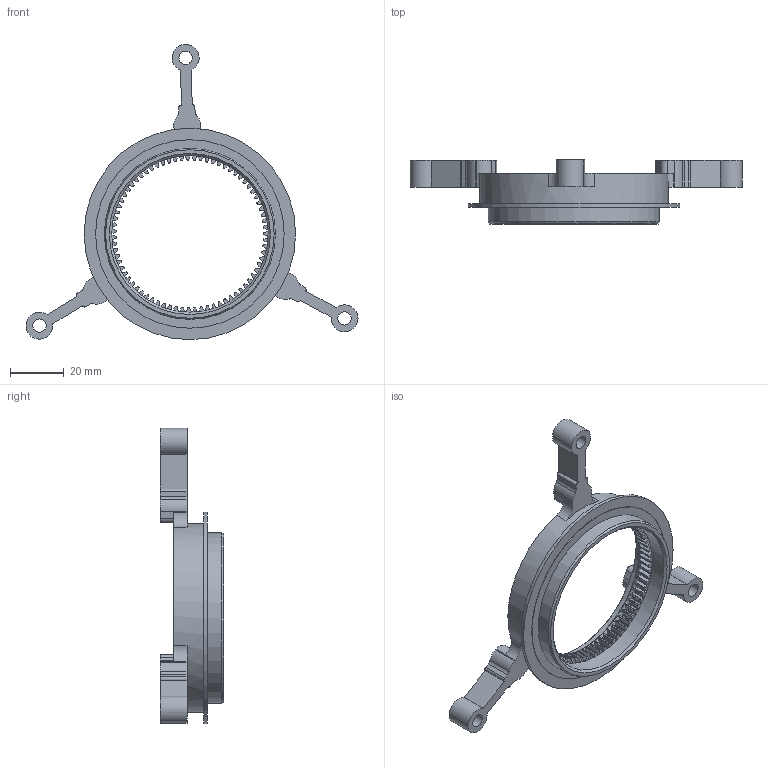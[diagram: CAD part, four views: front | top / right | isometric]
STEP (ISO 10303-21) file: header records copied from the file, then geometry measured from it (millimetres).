
FILE_DESCRIPTION(/* description */ ('','CAx-IF Rec.Pracs.---Representation and Presentation of Product Manufacturing Information (PMI)---4.0---2014-10-13'),/* implementation_level */ '2;1');
FILE_NAME(/* name */ 'Couronne 2.step',/* time_stamp */ '2025-02-05T14:36:04+01:00',/* author */ (''),/* organization */ (''),/* preprocessor_version */ 'ST-DEVELOPER v20',/* originating_system */ 'Autodesk Translation Framework v13.20.0.188',/* authorisation */ '');
FILE_SCHEMA (('AP242_MANAGED_MODEL_BASED_3D_ENGINEERING_MIM_LF { 1 0 10303 442 1 1 4 }'));
Length unit declared in the file: millimetre
Products named in the file (1): (Non enregistré)
Bounding box: 123.24 x 23.7 x 109.63 mm (x, y, z)
Volume: 24553.4 mm3; surface area: 17018.1 mm2
Topology: 1 solids, 4 shells, 687 faces, 2037 edges, 1359 vertices
Faces by surface type: cylinder 500, bspline 150, plane 33, cone 4
Full cylindrical faces by diameter (mm): 3 x3, 5 x3, 58.2 x2, 62.4 x1, 63.5 x1, 67 x1, 70 x2, 78.5 x1
Entity records: 25125 total; most frequent: CARTESIAN_POINT 6697, ORIENTED_EDGE 4065, DIRECTION 3815, EDGE_CURVE 2037, AXIS2_PLACEMENT_3D 1549, VERTEX_POINT 1359, CIRCLE 1011, LINE 717
